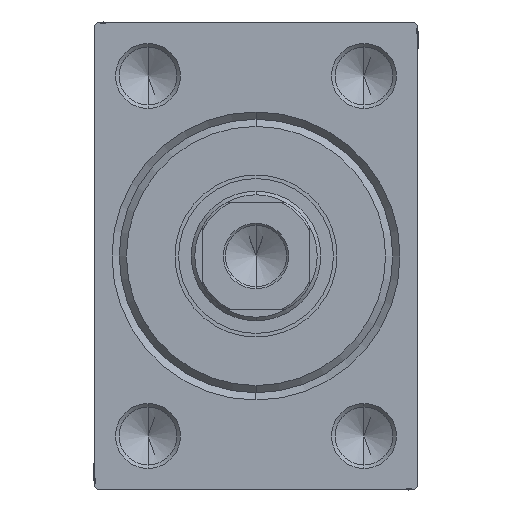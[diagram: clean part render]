
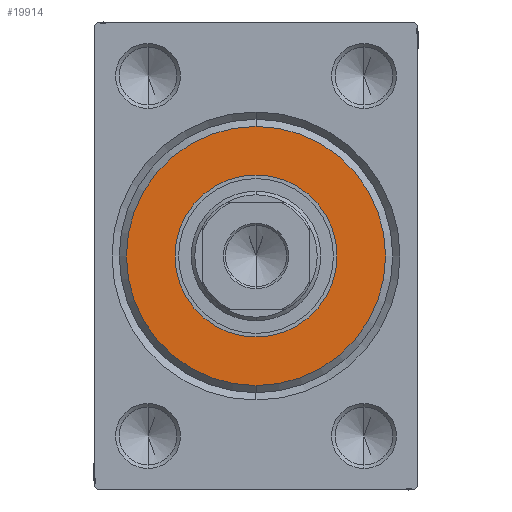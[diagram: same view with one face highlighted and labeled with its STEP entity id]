
A CAD part, left-side view. The second image highlights one B-rep face of the part: STEP entity #19914.
In plain terms, the highlighted face is planar.
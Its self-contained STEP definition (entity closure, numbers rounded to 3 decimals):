
#152 = CIRCLE ( 'NONE', #13049, 11.25 ) ;
#1418 = ORIENTED_EDGE ( 'NONE', *, *, #26553, .F. ) ;
#2129 = DIRECTION ( 'NONE',  ( 1., 0., 0. ) ) ;
#2979 = FACE_OUTER_BOUND ( 'NONE', #22411, .T. ) ;
#3640 = AXIS2_PLACEMENT_3D ( 'NONE', #16799, #33203, #33432 ) ;
#4372 = AXIS2_PLACEMENT_3D ( 'NONE', #7871, #25369, #17953 ) ;
#6008 = CIRCLE ( 'NONE', #43953, 18. ) ;
#6019 = DIRECTION ( 'NONE',  ( 0., 0., -1. ) ) ;
#6158 = ORIENTED_EDGE ( 'NONE', *, *, #7426, .T. ) ;
#7067 = ORIENTED_EDGE ( 'NONE', *, *, #22983, .T. ) ;
#7426 = EDGE_CURVE ( 'NONE', #39147, #11265, #6008, .T. ) ;
#7871 = CARTESIAN_POINT ( 'NONE',  ( 3., 0., 0. ) ) ;
#9372 = DIRECTION ( 'NONE',  ( 1., 0., 0. ) ) ;
#11265 = VERTEX_POINT ( 'NONE', #12234 ) ;
#12234 = CARTESIAN_POINT ( 'NONE',  ( 3., 0., 18. ) ) ;
#13049 = AXIS2_PLACEMENT_3D ( 'NONE', #22528, #2129, #22306 ) ;
#13183 = CARTESIAN_POINT ( 'NONE',  ( 3., 0., 0. ) ) ;
#13651 = CARTESIAN_POINT ( 'NONE',  ( 3., 0., 0. ) ) ;
#13655 = CIRCLE ( 'NONE', #3640, 18. ) ;
#14368 = FACE_BOUND ( 'NONE', #42403, .T. ) ;
#16799 = CARTESIAN_POINT ( 'NONE',  ( 3., 0., 0. ) ) ;
#17953 = DIRECTION ( 'NONE',  ( 0., 0., -1. ) ) ;
#19086 = CARTESIAN_POINT ( 'NONE',  ( 3., 0., 11.25 ) ) ;
#19914 = ADVANCED_FACE ( 'NONE', ( #2979, #14368 ), #28290, .T. ) ;
#19991 = VERTEX_POINT ( 'NONE', #19086 ) ;
#20755 = EDGE_CURVE ( 'NONE', #32794, #19991, #25186, .T. ) ;
#20828 = DIRECTION ( 'NONE',  ( 1., 0., 0. ) ) ;
#22306 = DIRECTION ( 'NONE',  ( 0., 0., -1. ) ) ;
#22411 = EDGE_LOOP ( 'NONE', ( #7067, #6158 ) ) ;
#22528 = CARTESIAN_POINT ( 'NONE',  ( 3., 0., 0. ) ) ;
#22983 = EDGE_CURVE ( 'NONE', #11265, #39147, #13655, .T. ) ;
#23751 = AXIS2_PLACEMENT_3D ( 'NONE', #13183, #9372, #6019 ) ;
#25186 = CIRCLE ( 'NONE', #23751, 11.25 ) ;
#25369 = DIRECTION ( 'NONE',  ( 1., 0., 0. ) ) ;
#26396 = CARTESIAN_POINT ( 'NONE',  ( 3., 0., -18. ) ) ;
#26553 = EDGE_CURVE ( 'NONE', #19991, #32794, #152, .T. ) ;
#28290 = PLANE ( 'NONE',  #4372 ) ;
#28318 = ORIENTED_EDGE ( 'NONE', *, *, #20755, .F. ) ;
#32794 = VERTEX_POINT ( 'NONE', #43895 ) ;
#33203 = DIRECTION ( 'NONE',  ( 1., 0., 0. ) ) ;
#33432 = DIRECTION ( 'NONE',  ( 0., 0., -1. ) ) ;
#34530 = DIRECTION ( 'NONE',  ( 0., 0., -1. ) ) ;
#39147 = VERTEX_POINT ( 'NONE', #26396 ) ;
#42403 = EDGE_LOOP ( 'NONE', ( #28318, #1418 ) ) ;
#43895 = CARTESIAN_POINT ( 'NONE',  ( 3., 0., -11.25 ) ) ;
#43953 = AXIS2_PLACEMENT_3D ( 'NONE', #13651, #20828, #34530 ) ;
